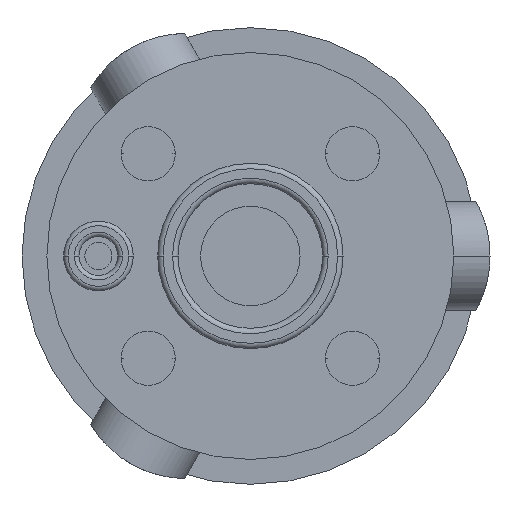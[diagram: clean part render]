
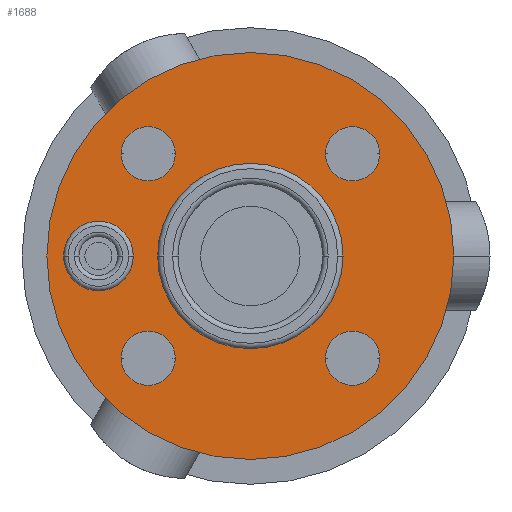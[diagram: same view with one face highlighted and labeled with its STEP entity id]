
A CAD part, front view. The second image highlights one B-rep face of the part: STEP entity #1688.
In plain terms, the highlighted planar face has unit normal (0, -1, 0).
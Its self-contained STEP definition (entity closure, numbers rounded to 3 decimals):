
#150=CARTESIAN_POINT('',(11.3,0.,11.3));
#151=DIRECTION('',(0.,-1.,0.));
#152=DIRECTION('',(-1.,0.,0.));
#153=AXIS2_PLACEMENT_3D('',#150,#151,#152);
#158=CARTESIAN_POINT('',(11.3,0.,11.3));
#159=DIRECTION('',(0.,-1.,0.));
#160=DIRECTION('',(1.,0.,0.));
#161=AXIS2_PLACEMENT_3D('',#158,#159,#160);
#166=CARTESIAN_POINT('',(-11.3,0.,11.3));
#167=DIRECTION('',(0.,-1.,0.));
#168=DIRECTION('',(-1.,0.,0.));
#169=AXIS2_PLACEMENT_3D('',#166,#167,#168);
#174=CARTESIAN_POINT('',(-11.3,0.,11.3));
#175=DIRECTION('',(0.,-1.,0.));
#176=DIRECTION('',(1.,0.,0.));
#177=AXIS2_PLACEMENT_3D('',#174,#175,#176);
#182=CARTESIAN_POINT('',(11.3,0.,-11.3));
#183=DIRECTION('',(0.,-1.,0.));
#184=DIRECTION('',(-1.,0.,0.));
#185=AXIS2_PLACEMENT_3D('',#182,#183,#184);
#190=CARTESIAN_POINT('',(11.3,0.,-11.3));
#191=DIRECTION('',(0.,-1.,0.));
#192=DIRECTION('',(1.,0.,0.));
#193=AXIS2_PLACEMENT_3D('',#190,#191,#192);
#198=CARTESIAN_POINT('',(-11.3,0.,-11.3));
#199=DIRECTION('',(0.,-1.,0.));
#200=DIRECTION('',(-1.,0.,0.));
#201=AXIS2_PLACEMENT_3D('',#198,#199,#200);
#206=CARTESIAN_POINT('',(-11.3,0.,-11.3));
#207=DIRECTION('',(0.,-1.,0.));
#208=DIRECTION('',(1.,0.,0.));
#209=AXIS2_PLACEMENT_3D('',#206,#207,#208);
#230=CARTESIAN_POINT('',(-16.8,0.,0.));
#231=DIRECTION('',(0.,1.,0.));
#232=DIRECTION('',(1.,0.,0.));
#233=AXIS2_PLACEMENT_3D('',#230,#231,#232);
#238=CARTESIAN_POINT('',(-16.8,0.,0.));
#239=DIRECTION('',(0.,1.,0.));
#240=DIRECTION('',(-1.,0.,0.));
#241=AXIS2_PLACEMENT_3D('',#238,#239,#240);
#246=CARTESIAN_POINT('',(0.,0.,0.));
#247=DIRECTION('',(0.,1.,0.));
#248=DIRECTION('',(-1.,0.,0.));
#249=AXIS2_PLACEMENT_3D('',#246,#247,#248);
#254=CARTESIAN_POINT('',(0.,0.,0.));
#255=DIRECTION('',(0.,1.,0.));
#256=DIRECTION('',(1.,0.,0.));
#257=AXIS2_PLACEMENT_3D('',#254,#255,#256);
#262=CARTESIAN_POINT('',(0.,0.,0.));
#263=DIRECTION('',(0.,1.,0.));
#264=DIRECTION('',(1.,0.,0.));
#265=AXIS2_PLACEMENT_3D('',#262,#263,#264);
#277=CARTESIAN_POINT('',(0.,0.,0.));
#278=DIRECTION('',(0.,-1.,0.));
#279=DIRECTION('',(1.,0.,0.));
#280=AXIS2_PLACEMENT_3D('',#277,#278,#279);
#1461=CARTESIAN_POINT('',(22.5,0.,0.));
#1463=VERTEX_POINT('',#1461);
#1483=CARTESIAN_POINT('',(-22.5,0.,0.));
#1485=VERTEX_POINT('',#1483);
#1527=CARTESIAN_POINT('',(8.3,0.,11.3));
#1528=CARTESIAN_POINT('',(14.3,0.,11.3));
#1529=VERTEX_POINT('',#1527);
#1530=VERTEX_POINT('',#1528);
#1541=CARTESIAN_POINT('',(-14.3,0.,11.3));
#1542=VERTEX_POINT('',#1541);
#1543=CARTESIAN_POINT('',(-8.3,0.,11.3));
#1544=VERTEX_POINT('',#1543);
#1555=CARTESIAN_POINT('',(8.3,0.,-11.3));
#1556=VERTEX_POINT('',#1555);
#1557=CARTESIAN_POINT('',(14.3,0.,-11.3));
#1558=VERTEX_POINT('',#1557);
#1569=CARTESIAN_POINT('',(-14.3,0.,-11.3));
#1570=VERTEX_POINT('',#1569);
#1571=CARTESIAN_POINT('',(-8.3,0.,-11.3));
#1572=VERTEX_POINT('',#1571);
#1585=CARTESIAN_POINT('',(-13.45,0.,0.));
#1586=CARTESIAN_POINT('',(-20.15,0.,0.));
#1587=VERTEX_POINT('',#1585);
#1588=VERTEX_POINT('',#1586);
#1609=CARTESIAN_POINT('',(-9.65,0.,0.));
#1610=CARTESIAN_POINT('',(9.65,0.,0.));
#1611=VERTEX_POINT('',#1609);
#1612=VERTEX_POINT('',#1610);
#1641=CARTESIAN_POINT('',(0.,0.,0.));
#1642=DIRECTION('',(0.,1.,0.));
#1643=DIRECTION('',(1.,0.,0.));
#1644=AXIS2_PLACEMENT_3D('',#1641,#1642,#1643);
#1645=PLANE('',#1644);
#1647=ORIENTED_EDGE('',*,*,#1646,.T.);
#1649=ORIENTED_EDGE('',*,*,#1648,.F.);
#1650=EDGE_LOOP('',(#1647,#1649));
#1651=FACE_OUTER_BOUND('',#1650,.F.);
#1653=ORIENTED_EDGE('',*,*,#1652,.T.);
#1655=ORIENTED_EDGE('',*,*,#1654,.T.);
#1656=EDGE_LOOP('',(#1653,#1655));
#1657=FACE_BOUND('',#1656,.F.);
#1659=ORIENTED_EDGE('',*,*,#1658,.T.);
#1661=ORIENTED_EDGE('',*,*,#1660,.T.);
#1662=EDGE_LOOP('',(#1659,#1661));
#1663=FACE_BOUND('',#1662,.F.);
#1665=ORIENTED_EDGE('',*,*,#1664,.T.);
#1667=ORIENTED_EDGE('',*,*,#1666,.T.);
#1668=EDGE_LOOP('',(#1665,#1667));
#1669=FACE_BOUND('',#1668,.F.);
#1671=ORIENTED_EDGE('',*,*,#1670,.T.);
#1673=ORIENTED_EDGE('',*,*,#1672,.T.);
#1674=EDGE_LOOP('',(#1671,#1673));
#1675=FACE_BOUND('',#1674,.F.);
#1677=ORIENTED_EDGE('',*,*,#1676,.F.);
#1679=ORIENTED_EDGE('',*,*,#1678,.F.);
#1680=EDGE_LOOP('',(#1677,#1679));
#1681=FACE_BOUND('',#1680,.F.);
#1683=ORIENTED_EDGE('',*,*,#1682,.F.);
#1685=ORIENTED_EDGE('',*,*,#1684,.F.);
#1686=EDGE_LOOP('',(#1683,#1685));
#1687=FACE_BOUND('',#1686,.F.);
#154=CIRCLE('',#153,3.);
#162=CIRCLE('',#161,3.);
#170=CIRCLE('',#169,3.);
#178=CIRCLE('',#177,3.);
#186=CIRCLE('',#185,3.);
#194=CIRCLE('',#193,3.);
#202=CIRCLE('',#201,3.);
#210=CIRCLE('',#209,3.);
#234=CIRCLE('',#233,3.35);
#242=CIRCLE('',#241,3.35);
#250=CIRCLE('',#249,9.65);
#258=CIRCLE('',#257,9.65);
#266=CIRCLE('',#265,22.5);
#281=CIRCLE('',#280,22.5);
#1646=EDGE_CURVE('',#1463,#1485,#266,.T.);
#1648=EDGE_CURVE('',#1463,#1485,#281,.T.);
#1652=EDGE_CURVE('',#1529,#1530,#154,.T.);
#1654=EDGE_CURVE('',#1530,#1529,#162,.T.);
#1658=EDGE_CURVE('',#1542,#1544,#170,.T.);
#1660=EDGE_CURVE('',#1544,#1542,#178,.T.);
#1664=EDGE_CURVE('',#1556,#1558,#186,.T.);
#1666=EDGE_CURVE('',#1558,#1556,#194,.T.);
#1670=EDGE_CURVE('',#1570,#1572,#202,.T.);
#1672=EDGE_CURVE('',#1572,#1570,#210,.T.);
#1676=EDGE_CURVE('',#1587,#1588,#234,.T.);
#1678=EDGE_CURVE('',#1588,#1587,#242,.T.);
#1682=EDGE_CURVE('',#1611,#1612,#250,.T.);
#1684=EDGE_CURVE('',#1612,#1611,#258,.T.);
#1688=ADVANCED_FACE('',(#1651,#1657,#1663,#1669,#1675,#1681,#1687),#1645,.F.);
